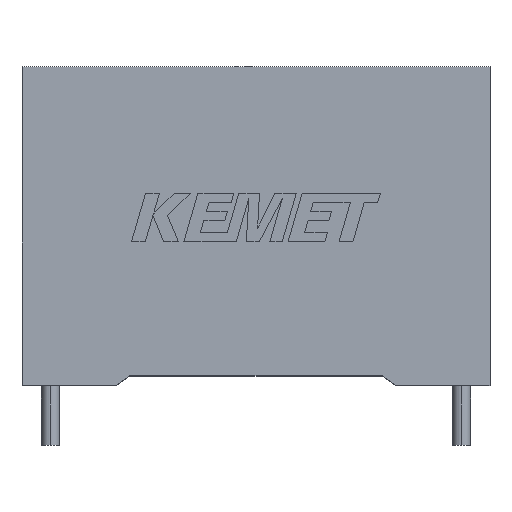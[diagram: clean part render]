
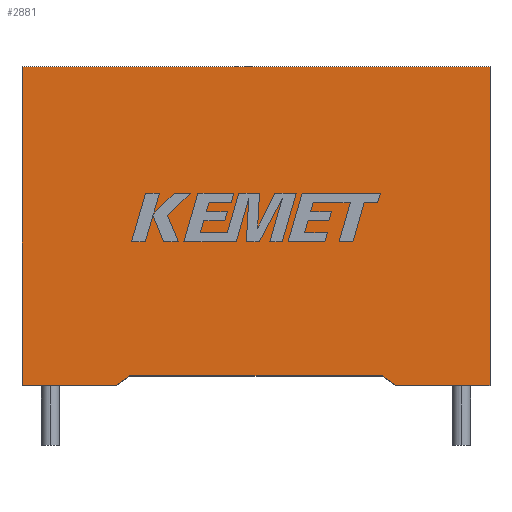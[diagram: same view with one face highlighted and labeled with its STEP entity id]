
A CAD part, top view. The second image highlights one B-rep face of the part: STEP entity #2881.
In plain terms, the highlighted planar face has unit normal (0, 0, 1).
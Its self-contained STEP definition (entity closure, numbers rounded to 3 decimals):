
#23 = CARTESIAN_POINT ( 'NONE',  ( 0., 0., 12.3 ) ) ;
#55 = CARTESIAN_POINT ( 'NONE',  ( 31.3, 21.3, 12.3 ) ) ;
#64 = VERTEX_POINT ( 'NONE', #869 ) ;
#162 = VERTEX_POINT ( 'NONE', #2419 ) ;
#174 = VECTOR ( 'NONE', #388, 1000. ) ;
#199 = VERTEX_POINT ( 'NONE', #3106 ) ;
#351 = LINE ( 'NONE', #2547, #2634 ) ;
#356 = DIRECTION ( 'NONE',  ( -0.821, -0.571, 0. ) ) ;
#388 = DIRECTION ( 'NONE',  ( 1., 0., 0. ) ) ;
#396 = VECTOR ( 'NONE', #2218, 1000. ) ;
#441 = VERTEX_POINT ( 'NONE', #55 ) ;
#525 = CARTESIAN_POINT ( 'NONE',  ( 7.2, 0.626, 12.3 ) ) ;
#548 = ORIENTED_EDGE ( 'NONE', *, *, #685, .T. ) ;
#637 = CARTESIAN_POINT ( 'NONE',  ( 0., 0., 12.3 ) ) ;
#646 = CARTESIAN_POINT ( 'NONE',  ( 15.65, 0.626, 12.3 ) ) ;
#685 = EDGE_CURVE ( 'NONE', #162, #199, #1901, .T. ) ;
#771 = DIRECTION ( 'NONE',  ( 0., 1., 0. ) ) ;
#802 = CARTESIAN_POINT ( 'NONE',  ( 6.3, 0., 12.3 ) ) ;
#806 = ORIENTED_EDGE ( 'NONE', *, *, #1670, .T. ) ;
#869 = CARTESIAN_POINT ( 'NONE',  ( 31.3, 0., 12.3 ) ) ;
#873 = PLANE ( 'NONE',  #1374 ) ;
#1021 = CARTESIAN_POINT ( 'NONE',  ( 31.3, 0., 12.3 ) ) ;
#1083 = VECTOR ( 'NONE', #1234, 1000. ) ;
#1107 = DIRECTION ( 'NONE',  ( -1., 0., 0. ) ) ;
#1211 = EDGE_CURVE ( 'NONE', #1561, #64, #1461, .T. ) ;
#1234 = DIRECTION ( 'NONE',  ( 1., 0., 0. ) ) ;
#1374 = AXIS2_PLACEMENT_3D ( 'NONE', #637, #2770, #1107 ) ;
#1389 = VECTOR ( 'NONE', #771, 1000. ) ;
#1461 = LINE ( 'NONE', #1570, #174 ) ;
#1497 = ORIENTED_EDGE ( 'NONE', *, *, #2971, .T. ) ;
#1555 = CARTESIAN_POINT ( 'NONE',  ( 7.2, 0.626, 12.3 ) ) ;
#1561 = VERTEX_POINT ( 'NONE', #2016 ) ;
#1570 = CARTESIAN_POINT ( 'NONE',  ( 0., 0., 12.3 ) ) ;
#1581 = DIRECTION ( 'NONE',  ( -1., 0., 0. ) ) ;
#1586 = DIRECTION ( 'NONE',  ( -1., 0., 0. ) ) ;
#1606 = EDGE_LOOP ( 'NONE', ( #2157, #1497, #2917, #2428, #806, #548, #2284, #2530 ) ) ;
#1644 = EDGE_CURVE ( 'NONE', #199, #2781, #1927, .T. ) ;
#1670 = EDGE_CURVE ( 'NONE', #441, #162, #351, .T. ) ;
#1737 = EDGE_CURVE ( 'NONE', #3048, #2781, #2156, .T. ) ;
#1746 = LINE ( 'NONE', #646, #2251 ) ;
#1901 = LINE ( 'NONE', #2808, #2923 ) ;
#1927 = LINE ( 'NONE', #23, #1083 ) ;
#1934 = FACE_OUTER_BOUND ( 'NONE', #1606, .T. ) ;
#1961 = VECTOR ( 'NONE', #356, 1000. ) ;
#2016 = CARTESIAN_POINT ( 'NONE',  ( 25., 0., 12.3 ) ) ;
#2103 = DIRECTION ( 'NONE',  ( 0., -1., 0. ) ) ;
#2156 = LINE ( 'NONE', #1555, #1961 ) ;
#2157 = ORIENTED_EDGE ( 'NONE', *, *, #2310, .F. ) ;
#2218 = DIRECTION ( 'NONE',  ( 0.821, -0.571, 0. ) ) ;
#2239 = LINE ( 'NONE', #3087, #396 ) ;
#2251 = VECTOR ( 'NONE', #1586, 1000. ) ;
#2284 = ORIENTED_EDGE ( 'NONE', *, *, #1644, .T. ) ;
#2310 = EDGE_CURVE ( 'NONE', #2400, #3048, #1746, .T. ) ;
#2400 = VERTEX_POINT ( 'NONE', #2580 ) ;
#2419 = CARTESIAN_POINT ( 'NONE',  ( 0., 21.3, 12.3 ) ) ;
#2428 = ORIENTED_EDGE ( 'NONE', *, *, #2644, .T. ) ;
#2530 = ORIENTED_EDGE ( 'NONE', *, *, #1737, .F. ) ;
#2547 = CARTESIAN_POINT ( 'NONE',  ( 0., 21.3, 12.3 ) ) ;
#2580 = CARTESIAN_POINT ( 'NONE',  ( 24.1, 0.626, 12.3 ) ) ;
#2634 = VECTOR ( 'NONE', #1581, 1000. ) ;
#2644 = EDGE_CURVE ( 'NONE', #64, #441, #3058, .T. ) ;
#2770 = DIRECTION ( 'NONE',  ( 0., 0., -1. ) ) ;
#2781 = VERTEX_POINT ( 'NONE', #802 ) ;
#2808 = CARTESIAN_POINT ( 'NONE',  ( 0., 0., 12.3 ) ) ;
#2881 = ADVANCED_FACE ( 'NONE', ( #1934 ), #873, .F. ) ;
#2917 = ORIENTED_EDGE ( 'NONE', *, *, #1211, .T. ) ;
#2923 = VECTOR ( 'NONE', #2103, 1000. ) ;
#2971 = EDGE_CURVE ( 'NONE', #2400, #1561, #2239, .T. ) ;
#3048 = VERTEX_POINT ( 'NONE', #525 ) ;
#3058 = LINE ( 'NONE', #1021, #1389 ) ;
#3087 = CARTESIAN_POINT ( 'NONE',  ( 24.1, 0.626, 12.3 ) ) ;
#3106 = CARTESIAN_POINT ( 'NONE',  ( 0., 0., 12.3 ) ) ;
